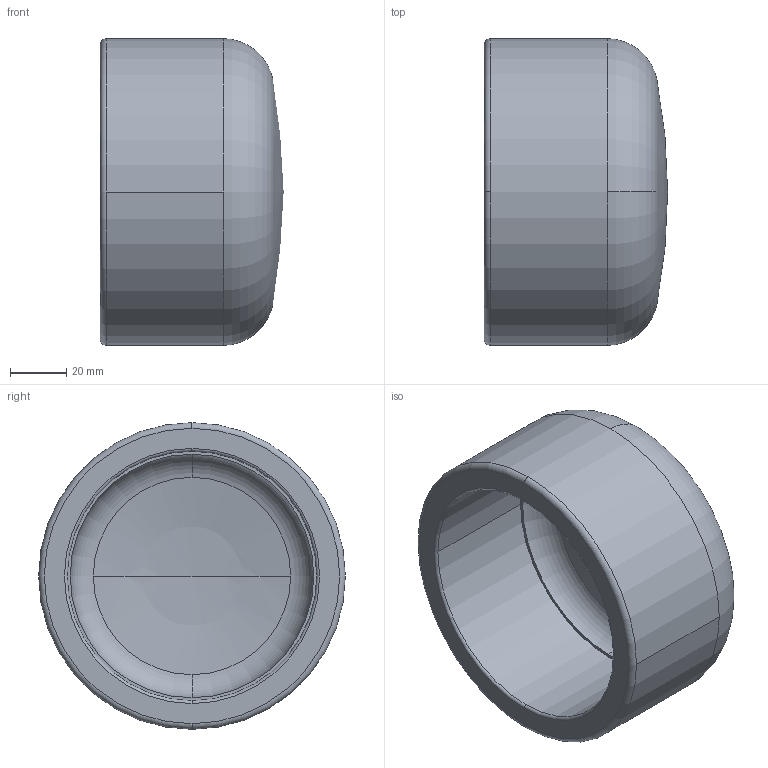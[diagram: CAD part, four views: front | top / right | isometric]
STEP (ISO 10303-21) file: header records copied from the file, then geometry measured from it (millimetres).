
FILE_DESCRIPTION(('STEP AP214'),'1');
FILE_NAME('cim090.stp','2018-02-12T14:05:14',('TraceParts'),('TraceParts S.A.'),'Spatial InterOp 3D',' ',' ');
FILE_SCHEMA(('automotive_design'));
Length unit declared in the file: millimetre
Products named in the file (1): cim090
Bounding box: 65 x 108.8 x 108.8 mm (x, y, z)
Volume: 243040 mm3; surface area: 49575.1 mm2
Topology: 1 solids, 1 shells, 17 faces, 46 edges, 31 vertices
Faces by surface type: torus 8, cylinder 4, sphere 3, plane 2
Entity records: 718 total; most frequent: DIRECTION 120, CARTESIAN_POINT 93, ORIENTED_EDGE 88, AXIS2_PLACEMENT_3D 58, EDGE_CURVE 44, CIRCLE 40, VERTEX_POINT 31, EDGE_LOOP 19
